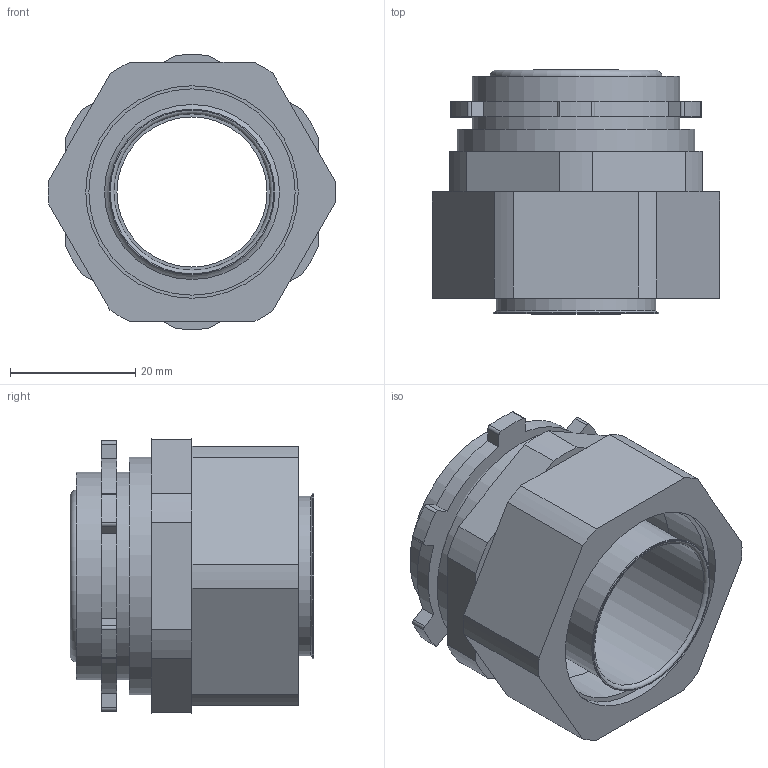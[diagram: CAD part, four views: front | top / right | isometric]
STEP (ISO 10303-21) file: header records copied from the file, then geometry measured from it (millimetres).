
FILE_DESCRIPTION(('STEP AP203'), '1');
FILE_NAME('Ìóôòà ââîäíàÿ äëÿ ìåòàëëîðóêàâà ÂÌ-25 ãàéêà ïîä ðîæêîâûé êëþ÷', '', ('UNSPECIFIED'), ('UNSPECIFIED'), 'ASCON STEP Converter 1.6', 'ASCON Math Kernel', '');
FILE_SCHEMA(('CONFIG_CONTROL_DESIGN'));
Length unit declared in the file: millimetre
Products named in the file (1): -04
Bounding box: 45.99 x 39 x 43.96 mm (x, y, z)
Volume: 21601.6 mm3; surface area: 26743.4 mm2
Topology: 7 solids, 7 shells, 108 faces, 268 edges, 180 vertices
Faces by surface type: cylinder 55, plane 44, torus 8, cone 1
Full cylindrical faces by diameter (mm): 24 x1, 25 x1, 25.5 x2, 26.5 x1, 28 x1, 30.5 x1, 33 x2, 33.249 x1, 33.9 x1, 34 x1, 34.4 x1, 35.4 x1, 36 x2, 36.835 x1, 38 x1, 39 x1
Entity records: 4104 total; most frequent: DIRECTION 590, CARTESIAN_POINT 529, ORIENTED_EDGE 480, AXIS2_PLACEMENT_3D 241, EDGE_CURVE 240, VERTEX_POINT 180, EDGE_LOOP 156, CIRCLE 132
